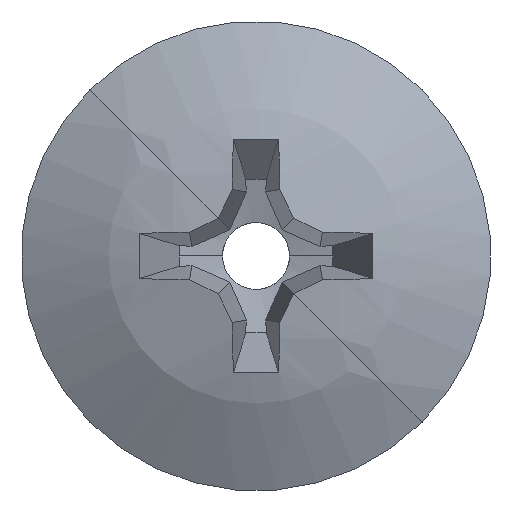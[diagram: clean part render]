
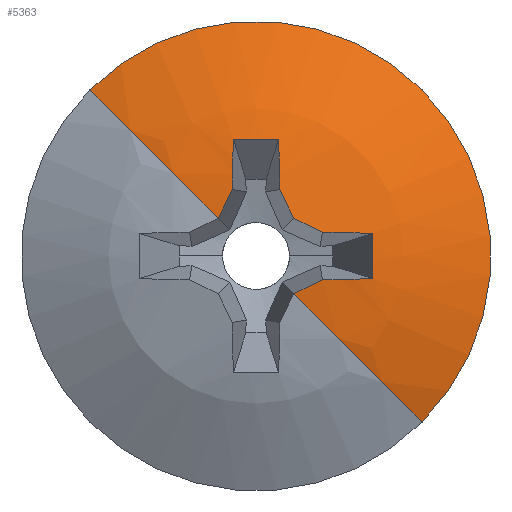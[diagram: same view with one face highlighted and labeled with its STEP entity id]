
A CAD part, left-side view. The second image highlights one B-rep face of the part: STEP entity #5363.
In plain terms, the highlighted spherical face has radius 8.795 mm.
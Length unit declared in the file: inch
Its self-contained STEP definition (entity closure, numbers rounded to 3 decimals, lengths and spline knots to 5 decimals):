
#2270=CARTESIAN_POINT('',(-0.12562,-0.04971,
0.02338));
#2271=CARTESIAN_POINT('',(-0.12595,-0.04873,
0.02056));
#2272=CARTESIAN_POINT('',(-0.12652,-0.04682,
0.01511));
#2273=CARTESIAN_POINT('',(-0.12714,-0.04406,
0.00728));
#2274=CARTESIAN_POINT('',(-0.1274,-0.04232,
0.00241));
#2275=CARTESIAN_POINT('',(-0.12751,-0.04146,0.));
#2277=CARTESIAN_POINT('',(0.21277,0.01856,
0.01856));
#2278=DIRECTION('',(-0.131,0.701,0.701));
#2279=DIRECTION('',(-0.98,-0.198,0.014));
#2280=AXIS2_PLACEMENT_3D('',#2277,#2278,#2279);
#2282=CARTESIAN_POINT('',(0.19741,0.03114,
-0.03114));
#2283=DIRECTION('',(-0.393,0.65,-0.65));
#2284=DIRECTION('',(-0.918,-0.314,0.242));
#2285=AXIS2_PLACEMENT_3D('',#2282,#2283,#2284);
#2287=CARTESIAN_POINT('',(0.21277,-0.01856,
-0.01856));
#2288=DIRECTION('',(0.131,0.701,0.701));
#2289=DIRECTION('',(-0.98,-0.014,0.198));
#2290=AXIS2_PLACEMENT_3D('',#2287,#2288,#2289);
#2292=CARTESIAN_POINT('',(-0.12751,0.,0.04146));
#2293=CARTESIAN_POINT('',(-0.1274,-0.00254,
0.04237));
#2294=CARTESIAN_POINT('',(-0.12712,-0.0076,
0.04417));
#2295=CARTESIAN_POINT('',(-0.12653,-0.01503,
0.04679));
#2296=CARTESIAN_POINT('',(-0.12595,-0.02052,
0.04871));
#2297=CARTESIAN_POINT('',(-0.12562,-0.02338,
0.04971));
#2299=CARTESIAN_POINT('',(-0.12562,0.02338,
0.04971));
#2300=CARTESIAN_POINT('',(-0.12596,0.02051,
0.04871));
#2301=CARTESIAN_POINT('',(-0.12653,0.01499,
0.04678));
#2302=CARTESIAN_POINT('',(-0.12712,0.00754,
0.04415));
#2303=CARTESIAN_POINT('',(-0.1274,0.00252,
0.04236));
#2304=CARTESIAN_POINT('',(-0.12751,0.,0.04146));
#2306=CARTESIAN_POINT('',(0.21277,0.01856,
-0.01856));
#2307=DIRECTION('',(0.131,-0.701,0.701));
#2308=DIRECTION('',(-0.957,0.096,0.275));
#2309=AXIS2_PLACEMENT_3D('',#2306,#2307,#2308);
#2311=CARTESIAN_POINT('',(0.19741,-0.03114,
-0.03114));
#2312=DIRECTION('',(0.393,0.65,0.65));
#2313=DIRECTION('',(-0.918,0.314,0.242));
#2314=AXIS2_PLACEMENT_3D('',#2311,#2312,#2313);
#2316=CARTESIAN_POINT('',(0.21277,-0.01856,
0.01856));
#2317=DIRECTION('',(0.131,0.701,-0.701));
#2318=DIRECTION('',(-0.98,0.198,0.014));
#2319=AXIS2_PLACEMENT_3D('',#2316,#2317,#2318);
#2321=CARTESIAN_POINT('',(-0.12751,0.04146,0.));
#2322=CARTESIAN_POINT('',(-0.1274,0.04232,
0.00241));
#2323=CARTESIAN_POINT('',(-0.12714,0.04405,
0.00727));
#2324=CARTESIAN_POINT('',(-0.12652,0.04682,
0.0151));
#2325=CARTESIAN_POINT('',(-0.12595,0.04873,
0.02056));
#2326=CARTESIAN_POINT('',(-0.12562,0.04971,
0.02338));
#2328=CARTESIAN_POINT('',(-0.078,0.,0.));
#2329=DIRECTION('',(1.,0.,0.));
#2330=DIRECTION('',(0.,1.,0.));
#2331=AXIS2_PLACEMENT_3D('',#2328,#2329,#2330);
#2406=CARTESIAN_POINT('',(0.21625,0.,0.));
#2407=DIRECTION('',(0.,0.,-1.));
#2408=DIRECTION('',(-0.85,-0.527,0.));
#2409=AXIS2_PLACEMENT_3D('',#2406,#2407,#2408);
#2416=CARTESIAN_POINT('',(0.21625,0.,0.));
#2417=DIRECTION('',(0.,0.,1.));
#2418=DIRECTION('',(-0.85,0.527,0.));
#2419=AXIS2_PLACEMENT_3D('',#2416,#2417,#2418);
#4016=CARTESIAN_POINT('',(-0.078,0.1825,0.));
#4018=VERTEX_POINT('',#4016);
#4020=CARTESIAN_POINT('',(-0.078,-0.1825,0.));
#4022=VERTEX_POINT('',#4020);
#4118=VERTEX_POINT('',#2270);
#4119=VERTEX_POINT('',#2275);
#4120=CARTESIAN_POINT('',(-0.11747,-0.07649,
0.05169));
#4121=VERTEX_POINT('',#4120);
#4122=CARTESIAN_POINT('',(-0.11747,-0.05169,
0.07649));
#4123=VERTEX_POINT('',#4122);
#4124=CARTESIAN_POINT('',(-0.12562,-0.02338,
0.04971));
#4125=VERTEX_POINT('',#4124);
#4126=VERTEX_POINT('',#2292);
#4127=VERTEX_POINT('',#2299);
#4128=CARTESIAN_POINT('',(-0.11747,0.05169,
0.07649));
#4129=VERTEX_POINT('',#4128);
#4130=CARTESIAN_POINT('',(-0.11747,0.07649,
0.05169));
#4131=VERTEX_POINT('',#4130);
#4132=CARTESIAN_POINT('',(-0.12562,0.04971,
0.02338));
#4133=VERTEX_POINT('',#4132);
#4134=VERTEX_POINT('',#2321);
#5332=CARTESIAN_POINT('',(0.21625,0.,0.));
#5333=DIRECTION('',(1.,0.,0.));
#5334=DIRECTION('',(0.,-1.,0.));
#5335=AXIS2_PLACEMENT_3D('',#5332,#5333,#5334);
#5336=SPHERICAL_SURFACE('',#5335,0.34625);
#5338=ORIENTED_EDGE('',*,*,#5337,.F.);
#5339=ORIENTED_EDGE('',*,*,#5325,.T.);
#5340=ORIENTED_EDGE('',*,*,#5313,.T.);
#5342=ORIENTED_EDGE('',*,*,#5341,.F.);
#5344=ORIENTED_EDGE('',*,*,#5343,.F.);
#5346=ORIENTED_EDGE('',*,*,#5345,.F.);
#5348=ORIENTED_EDGE('',*,*,#5347,.F.);
#5350=ORIENTED_EDGE('',*,*,#5349,.F.);
#5352=ORIENTED_EDGE('',*,*,#5351,.F.);
#5354=ORIENTED_EDGE('',*,*,#5353,.F.);
#5356=ORIENTED_EDGE('',*,*,#5355,.F.);
#5358=ORIENTED_EDGE('',*,*,#5357,.T.);
#5360=ORIENTED_EDGE('',*,*,#5359,.T.);
#5361=EDGE_LOOP('',(#5338,#5339,#5340,#5342,#5344,#5346,#5348,#5350,#5352,#5354,
#5356,#5358,#5360));
#5362=FACE_OUTER_BOUND('',#5361,.F.);
#2276=B_SPLINE_CURVE_WITH_KNOTS('',3,(#2270,#2271,#2272,#2273,#2274,#2275),
.UNSPECIFIED.,.F.,.F.,(4,1,1,4),(0.,0.33333,0.66667,1.),
.UNSPECIFIED.);
#2281=CIRCLE('',#2280,0.34524);
#2286=CIRCLE('',#2285,0.34292);
#2291=CIRCLE('',#2290,0.34524);
#2298=B_SPLINE_CURVE_WITH_KNOTS('',3,(#2292,#2293,#2294,#2295,#2296,#2297),
.UNSPECIFIED.,.F.,.F.,(4,1,1,4),(0.,0.33333,0.66667,1.),
.UNSPECIFIED.);
#2305=B_SPLINE_CURVE_WITH_KNOTS('',3,(#2299,#2300,#2301,#2302,#2303,#2304),
.UNSPECIFIED.,.F.,.F.,(4,1,1,4),(0.,0.33333,0.66667,1.),
.UNSPECIFIED.);
#2310=CIRCLE('',#2309,0.34524);
#2315=CIRCLE('',#2314,0.34292);
#2320=CIRCLE('',#2319,0.34524);
#2327=B_SPLINE_CURVE_WITH_KNOTS('',3,(#2321,#2322,#2323,#2324,#2325,#2326),
.UNSPECIFIED.,.F.,.F.,(4,1,1,4),(0.,0.33333,0.66667,1.),
.UNSPECIFIED.);
#2332=CIRCLE('',#2331,0.1825);
#2410=CIRCLE('',#2409,0.34625);
#2420=CIRCLE('',#2419,0.34625);
#5313=EDGE_CURVE('',#4121,#4123,#2286,.T.);
#5325=EDGE_CURVE('',#4118,#4121,#2281,.T.);
#5337=EDGE_CURVE('',#4118,#4119,#2276,.T.);
#5341=EDGE_CURVE('',#4125,#4123,#2291,.T.);
#5343=EDGE_CURVE('',#4126,#4125,#2298,.T.);
#5345=EDGE_CURVE('',#4127,#4126,#2305,.T.);
#5347=EDGE_CURVE('',#4129,#4127,#2310,.T.);
#5349=EDGE_CURVE('',#4131,#4129,#2315,.T.);
#5351=EDGE_CURVE('',#4133,#4131,#2320,.T.);
#5353=EDGE_CURVE('',#4134,#4133,#2327,.T.);
#5355=EDGE_CURVE('',#4018,#4134,#2420,.T.);
#5357=EDGE_CURVE('',#4018,#4022,#2332,.T.);
#5359=EDGE_CURVE('',#4022,#4119,#2410,.T.);
#5363=ADVANCED_FACE('',(#5362),#5336,.T.);
